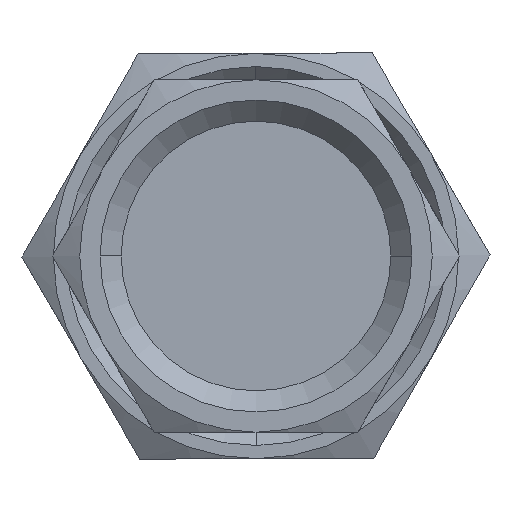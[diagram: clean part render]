
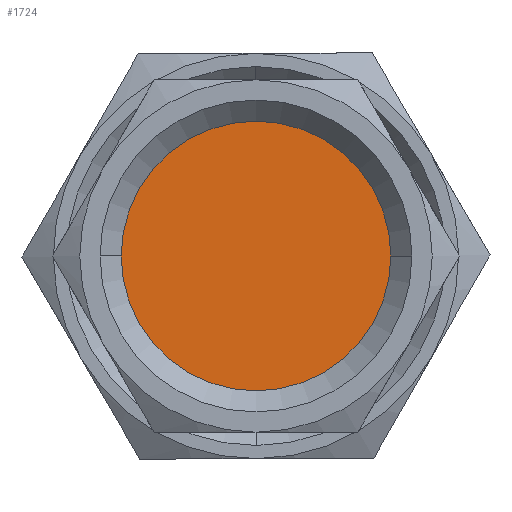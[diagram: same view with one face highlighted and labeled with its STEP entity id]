
A CAD part, front view. The second image highlights one B-rep face of the part: STEP entity #1724.
In plain terms, the highlighted planar face has unit normal (0, -1, 0).
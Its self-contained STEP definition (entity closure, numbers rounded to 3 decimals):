
#348 = PLANE ( 'NONE',  #736 ) ;
#356 = CARTESIAN_POINT ( 'NONE',  ( 0., 1.795, 0. ) ) ;
#357 = DIRECTION ( 'NONE',  ( 0., 1., 0. ) ) ;
#358 = DIRECTION ( 'NONE',  ( 0., 0., 1. ) ) ;
#429 = EDGE_CURVE ( 'NONE', #963, #959, #1067, .T. ) ;
#438 = EDGE_CURVE ( 'NONE', #959, #963, #1085, .T. ) ;
#528 = AXIS2_PLACEMENT_3D ( 'NONE', #1412, #1411, #1410 ) ;
#533 = AXIS2_PLACEMENT_3D ( 'NONE', #1391, #1390, #1389 ) ;
#736 = AXIS2_PLACEMENT_3D ( 'NONE', #356, #357, #358 ) ;
#905 = EDGE_LOOP ( 'NONE', ( #2063, #2062 ) ) ;
#959 = VERTEX_POINT ( 'NONE', #2266 ) ;
#963 = VERTEX_POINT ( 'NONE', #2270 ) ;
#1067 = CIRCLE ( 'NONE', #528, 7.65 ) ;
#1085 = CIRCLE ( 'NONE', #533, 7.65 ) ;
#1389 = DIRECTION ( 'NONE',  ( 0., 0., 1. ) ) ;
#1390 = DIRECTION ( 'NONE',  ( 0., 1., 0. ) ) ;
#1391 = CARTESIAN_POINT ( 'NONE',  ( 0., 1.795, 0. ) ) ;
#1410 = DIRECTION ( 'NONE',  ( 0., 0., 1. ) ) ;
#1411 = DIRECTION ( 'NONE',  ( 0., 1., 0. ) ) ;
#1412 = CARTESIAN_POINT ( 'NONE',  ( 0., 1.795, 0. ) ) ;
#1724 = ADVANCED_FACE ( 'NONE', ( #2470 ), #348, .F. ) ;
#2062 = ORIENTED_EDGE ( 'NONE', *, *, #438, .F. ) ;
#2063 = ORIENTED_EDGE ( 'NONE', *, *, #429, .F. ) ;
#2266 = CARTESIAN_POINT ( 'NONE',  ( -7.65, 1.795, 0. ) ) ;
#2270 = CARTESIAN_POINT ( 'NONE',  ( 7.65, 1.795, 0. ) ) ;
#2470 = FACE_OUTER_BOUND ( 'NONE', #905, .T. ) ;
